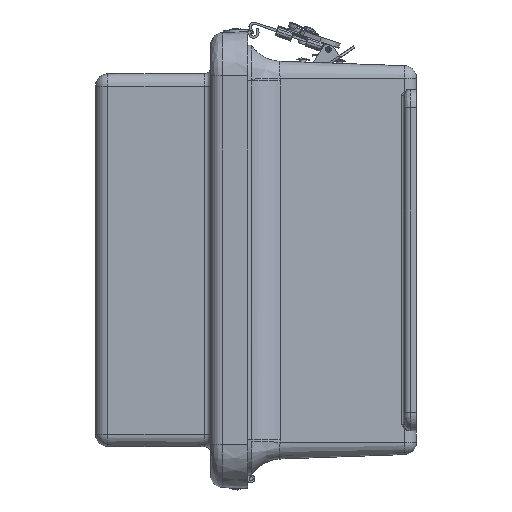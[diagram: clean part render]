
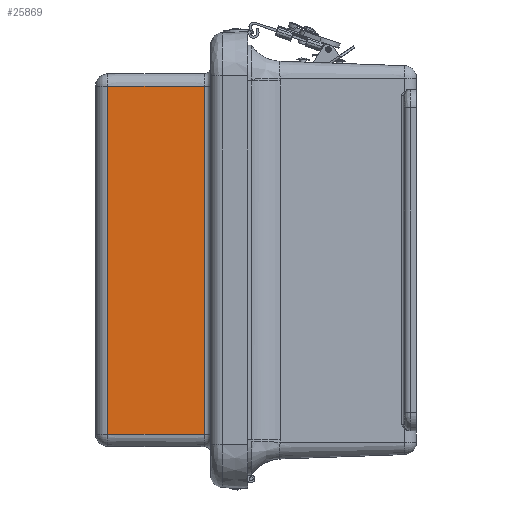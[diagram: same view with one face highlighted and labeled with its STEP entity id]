
A CAD part, left-side view. The second image highlights one B-rep face of the part: STEP entity #25869.
In plain terms, the highlighted planar face has unit normal (-1, 0.004, 0).
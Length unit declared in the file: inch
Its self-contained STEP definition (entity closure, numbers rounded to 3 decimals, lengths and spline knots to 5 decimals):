
#911 = ORIENTED_EDGE ( 'NONE', *, *, #56038, .T. ) ;
#2273 = LINE ( 'NONE', #7141, #7388 ) ;
#3024 = VECTOR ( 'NONE', #42510, 39.37008 ) ;
#4014 = AXIS2_PLACEMENT_3D ( 'NONE', #53332, #21400, #21176 ) ;
#5050 = CARTESIAN_POINT ( 'NONE',  ( -4.78053, 4.3435, 1.78325 ) ) ;
#7141 = CARTESIAN_POINT ( 'NONE',  ( -4.78103, 4.21902, 3.5665 ) ) ;
#7388 = VECTOR ( 'NONE', #61868, 39.37008 ) ;
#9976 = ORIENTED_EDGE ( 'NONE', *, *, #69160, .F. ) ;
#14451 = CARTESIAN_POINT ( 'NONE',  ( -4.78103, 4.21902, -3.5665 ) ) ;
#15377 = LINE ( 'NONE', #14451, #42266 ) ;
#21053 = VERTEX_POINT ( 'NONE', #23844 ) ;
#21176 = DIRECTION ( 'NONE',  ( -0.004, -1., 0. ) ) ;
#21400 = DIRECTION ( 'NONE',  ( -1., 0.004, 0. ) ) ;
#23057 = EDGE_LOOP ( 'NONE', ( #41942, #911, #9976, #35360 ) ) ;
#23844 = CARTESIAN_POINT ( 'NONE',  ( -4.77251, 6.33001, 3.5665 ) ) ;
#25171 = FACE_OUTER_BOUND ( 'NONE', #23057, .T. ) ;
#25869 = ADVANCED_FACE ( 'NONE', ( #25171 ), #58458, .T. ) ;
#27970 = CARTESIAN_POINT ( 'NONE',  ( -4.78053, 4.3435, -3.5665 ) ) ;
#29999 = DIRECTION ( 'NONE',  ( 0., 0., 1. ) ) ;
#35360 = ORIENTED_EDGE ( 'NONE', *, *, #36378, .T. ) ;
#36378 = EDGE_CURVE ( 'NONE', #54866, #54531, #15377, .T. ) ;
#40909 = DIRECTION ( 'NONE',  ( -0.004, -1., 0. ) ) ;
#41942 = ORIENTED_EDGE ( 'NONE', *, *, #63504, .T. ) ;
#42003 = LINE ( 'NONE', #56715, #42806 ) ;
#42266 = VECTOR ( 'NONE', #40909, 39.37008 ) ;
#42510 = DIRECTION ( 'NONE',  ( 0., 0., 1. ) ) ;
#42806 = VECTOR ( 'NONE', #29999, 39.37008 ) ;
#52207 = VERTEX_POINT ( 'NONE', #52474 ) ;
#52474 = CARTESIAN_POINT ( 'NONE',  ( -4.78053, 4.3435, 3.5665 ) ) ;
#53332 = CARTESIAN_POINT ( 'NONE',  ( -4.78103, 4.21902, 3.5665 ) ) ;
#54531 = VERTEX_POINT ( 'NONE', #27970 ) ;
#54866 = VERTEX_POINT ( 'NONE', #57243 ) ;
#56038 = EDGE_CURVE ( 'NONE', #52207, #21053, #2273, .T. ) ;
#56715 = CARTESIAN_POINT ( 'NONE',  ( -4.77251, 6.33001, 1.78325 ) ) ;
#57243 = CARTESIAN_POINT ( 'NONE',  ( -4.77251, 6.33001, -3.5665 ) ) ;
#58458 = PLANE ( 'NONE',  #4014 ) ;
#61868 = DIRECTION ( 'NONE',  ( 0.004, 1., 0. ) ) ;
#63504 = EDGE_CURVE ( 'NONE', #54531, #52207, #69294, .T. ) ;
#69160 = EDGE_CURVE ( 'NONE', #54866, #21053, #42003, .T. ) ;
#69294 = LINE ( 'NONE', #5050, #3024 ) ;
